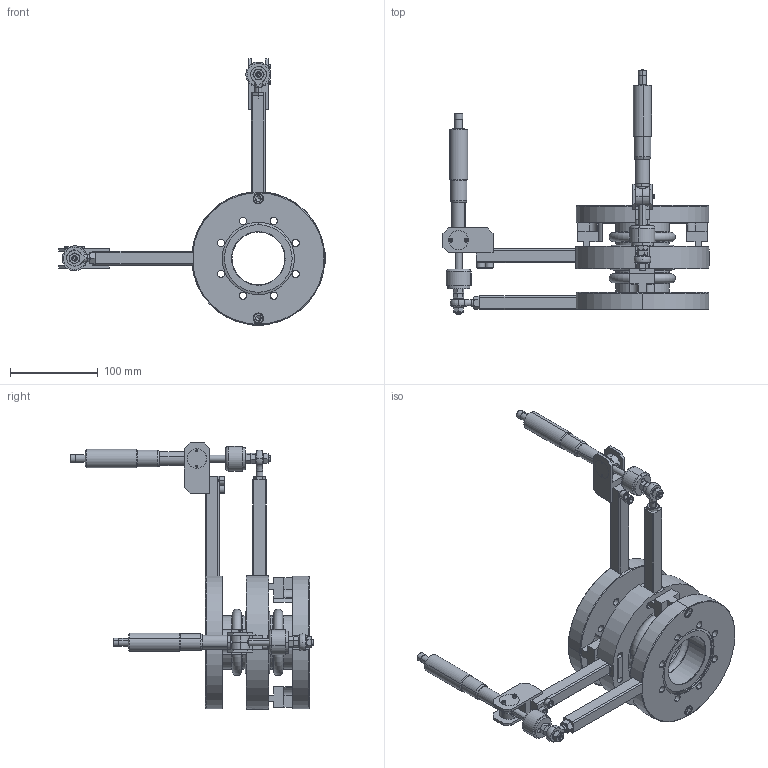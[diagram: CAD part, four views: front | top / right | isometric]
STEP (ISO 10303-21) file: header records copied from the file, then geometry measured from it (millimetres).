
FILE_DESCRIPTION (( 'STEP AP214' ), '1' );
FILE_NAME ('TLTM-2.5-2_B450C-T450C.STEP', '2018-10-08T16:02:24', ( '' ), ( '' ), 'SwSTEP 2.0', 'SolidWorks 2010', '' );
FILE_SCHEMA (( 'AUTOMOTIVE_DESIGN' ));
Length unit declared in the file: inch
Products named in the file (1): TLTM-2.5-2_B450C-T450C
Bounding box: 303.81 x 278.37 x 303.81 mm (x, y, z)
Surface area: 260011.5 mm2 (no closed solid volume)
Topology: 0 solids, 79 shells, 698 faces, 1964 edges, 1313 vertices
Faces by surface type: plane 324, cylinder 207, cone 121, torus 36, sphere 10
Entity records: 32833 total; most frequent: CARTESIAN_POINT 5766, DIRECTION 3926, ORIENTED_EDGE 3260, EDGE_CURVE 1930, AXIS2_PLACEMENT_3D 1479, VERTEX_POINT 1303, VECTOR 968, LINE 968
